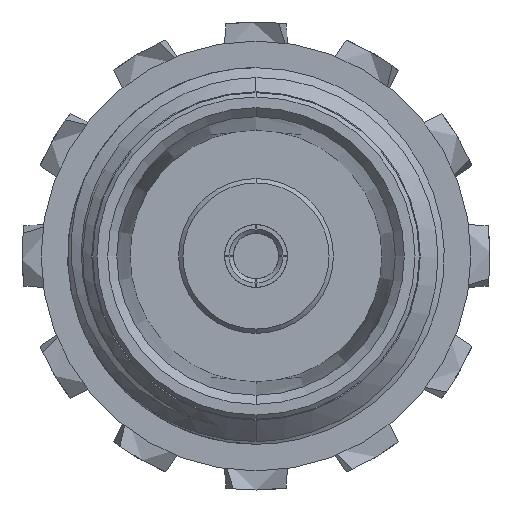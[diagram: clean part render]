
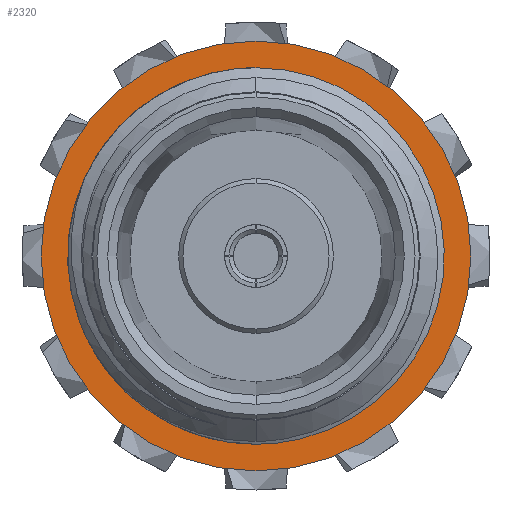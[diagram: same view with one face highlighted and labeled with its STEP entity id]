
A CAD part, left-side view. The second image highlights one B-rep face of the part: STEP entity #2320.
In plain terms, the highlighted planar face has unit normal (-1, 0, 0).
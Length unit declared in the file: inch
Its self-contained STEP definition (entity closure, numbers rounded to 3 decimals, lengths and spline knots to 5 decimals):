
#406 = DIRECTION ( 'NONE',  ( 0., 1., 0. ) ) ;
#545 = FACE_OUTER_BOUND ( 'NONE', #1566, .T. ) ;
#554 = DIRECTION ( 'NONE',  ( 0., 1., 0. ) ) ;
#620 = ORIENTED_EDGE ( 'NONE', *, *, #3917, .F. ) ;
#648 = VERTEX_POINT ( 'NONE', #10175 ) ;
#732 = CARTESIAN_POINT ( 'NONE',  ( 0.405, 0., -0.19 ) ) ;
#1566 = EDGE_LOOP ( 'NONE', ( #9593, #2914 ) ) ;
#1643 = CARTESIAN_POINT ( 'NONE',  ( 0.405, 0., 0. ) ) ;
#1956 = CARTESIAN_POINT ( 'NONE',  ( 0.405, 0., 0. ) ) ;
#2111 = AXIS2_PLACEMENT_3D ( 'NONE', #8533, #11734, #13352 ) ;
#2320 = ADVANCED_FACE ( 'NONE', ( #6125, #545 ), #8123, .T. ) ;
#2901 = ORIENTED_EDGE ( 'NONE', *, *, #7362, .F. ) ;
#2914 = ORIENTED_EDGE ( 'NONE', *, *, #7496, .F. ) ;
#3038 = DIRECTION ( 'NONE',  ( 0., -1., 0. ) ) ;
#3580 = DIRECTION ( 'NONE',  ( 0., -1., 0. ) ) ;
#3917 = EDGE_CURVE ( 'NONE', #12849, #5120, #11881, .T. ) ;
#4275 = AXIS2_PLACEMENT_3D ( 'NONE', #9205, #8021, #554 ) ;
#4436 = CIRCLE ( 'NONE', #4275, 0.25 ) ;
#4825 = DIRECTION ( 'NONE',  ( 1., 0., 0. ) ) ;
#5120 = VERTEX_POINT ( 'NONE', #12675 ) ;
#5193 = VERTEX_POINT ( 'NONE', #11830 ) ;
#5357 = AXIS2_PLACEMENT_3D ( 'NONE', #13386, #4825, #406 ) ;
#6090 = EDGE_CURVE ( 'NONE', #5193, #648, #9883, .T. ) ;
#6125 = FACE_BOUND ( 'NONE', #9093, .T. ) ;
#6969 = AXIS2_PLACEMENT_3D ( 'NONE', #1956, #12870, #3038 ) ;
#7362 = EDGE_CURVE ( 'NONE', #5120, #12849, #9025, .T. ) ;
#7496 = EDGE_CURVE ( 'NONE', #648, #5193, #4436, .T. ) ;
#8021 = DIRECTION ( 'NONE',  ( 1., 0., 0. ) ) ;
#8123 = PLANE ( 'NONE',  #10960 ) ;
#8533 = CARTESIAN_POINT ( 'NONE',  ( 0.405, 0., 0. ) ) ;
#9025 = CIRCLE ( 'NONE', #2111, 0.19 ) ;
#9093 = EDGE_LOOP ( 'NONE', ( #2901, #620 ) ) ;
#9205 = CARTESIAN_POINT ( 'NONE',  ( 0.405, 0., 0. ) ) ;
#9593 = ORIENTED_EDGE ( 'NONE', *, *, #6090, .F. ) ;
#9883 = CIRCLE ( 'NONE', #5357, 0.25 ) ;
#10082 = DIRECTION ( 'NONE',  ( -1., 0., 0. ) ) ;
#10175 = CARTESIAN_POINT ( 'NONE',  ( 0.405, -0.25, 0. ) ) ;
#10960 = AXIS2_PLACEMENT_3D ( 'NONE', #1643, #10082, #3580 ) ;
#11734 = DIRECTION ( 'NONE',  ( -1., 0., 0. ) ) ;
#11830 = CARTESIAN_POINT ( 'NONE',  ( 0.405, 0.25, 0. ) ) ;
#11881 = CIRCLE ( 'NONE', #6969, 0.19 ) ;
#12675 = CARTESIAN_POINT ( 'NONE',  ( 0.405, 0., 0.19 ) ) ;
#12849 = VERTEX_POINT ( 'NONE', #732 ) ;
#12870 = DIRECTION ( 'NONE',  ( -1., 0., 0. ) ) ;
#13352 = DIRECTION ( 'NONE',  ( 0., -1., 0. ) ) ;
#13386 = CARTESIAN_POINT ( 'NONE',  ( 0.405, 0., 0. ) ) ;
